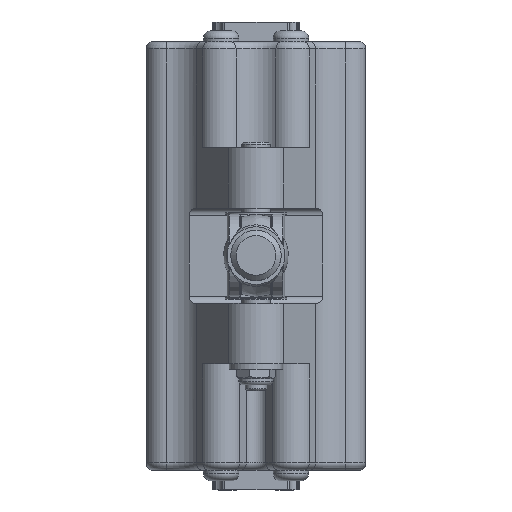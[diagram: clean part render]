
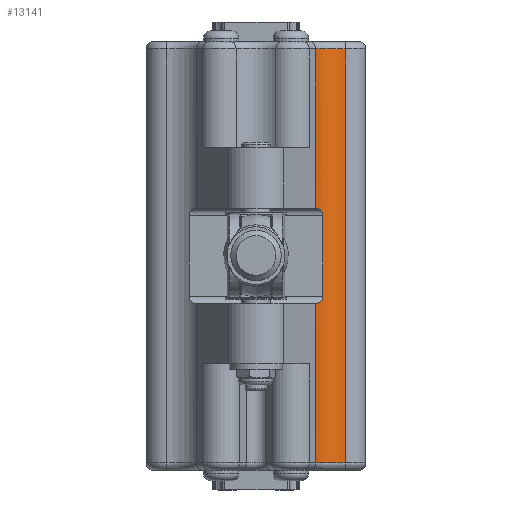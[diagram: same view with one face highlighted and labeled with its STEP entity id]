
A CAD part, top view. The second image highlights one B-rep face of the part: STEP entity #13141.
In plain terms, the highlighted cylindrical face has radius 10 mm (diameter 20 mm), a partial arc.
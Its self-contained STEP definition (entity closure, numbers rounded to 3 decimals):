
#1195=FACE_OUTER_BOUND('',#1978,.T.);
#1978=EDGE_LOOP('',(#10721,#10722,#10723,#10724,#10725,#10726,#10727,#10728,
#10729,#10730));
#2631=CIRCLE('',#14079,10.);
#2633=CIRCLE('',#14085,10.);
#2684=CIRCLE('',#14215,10.);
#2761=CIRCLE('',#14373,10.);
#3214=B_SPLINE_CURVE_WITH_KNOTS('',3,(#22122,#22123,#22124,#22125,#22126,
#22127,#22128,#22129,#22130,#22131,#22132,#22133),.UNSPECIFIED.,.F.,.F.,
(4,2,2,2,2,4),(0.676,0.714,0.752,0.829,
0.929,1.028),.UNSPECIFIED.);
#3216=B_SPLINE_CURVE_WITH_KNOTS('',3,(#22156,#22157,#22158,#22159,#22160,
#22161,#22162,#22163,#22164,#22165,#22166,#22167),.UNSPECIFIED.,.F.,.F.,
(4,2,2,2,2,4),(0.,0.038,0.077,0.154,
0.253,0.352),.UNSPECIFIED.);
#3696=LINE('',#22071,#4553);
#3710=LINE('',#22150,#4567);
#3920=LINE('',#24050,#4777);
#3921=LINE('',#24054,#4778);
#4553=VECTOR('',#16552,10.);
#4567=VECTOR('',#16606,10.);
#4777=VECTOR('',#17394,10.);
#4778=VECTOR('',#17399,10.);
#5647=VERTEX_POINT('',#22068);
#5648=VERTEX_POINT('',#22070);
#5663=VERTEX_POINT('',#22111);
#5664=VERTEX_POINT('',#22112);
#5667=VERTEX_POINT('',#22121);
#5669=VERTEX_POINT('',#22149);
#5671=VERTEX_POINT('',#22155);
#5818=VERTEX_POINT('',#22967);
#5943=VERTEX_POINT('',#24048);
#5944=VERTEX_POINT('',#24052);
#7215=EDGE_CURVE('',#5648,#5647,#3696,.T.);
#7234=EDGE_CURVE('',#5663,#5664,#2631,.T.);
#7239=EDGE_CURVE('',#5667,#5663,#3214,.T.);
#7242=EDGE_CURVE('',#5669,#5667,#3710,.T.);
#7245=EDGE_CURVE('',#5669,#5671,#3216,.T.);
#7248=EDGE_CURVE('',#5671,#5648,#2633,.T.);
#7474=EDGE_CURVE('',#5818,#5647,#2684,.T.);
#7679=EDGE_CURVE('',#5943,#5818,#3920,.T.);
#7680=EDGE_CURVE('',#5943,#5944,#2761,.T.);
#7681=EDGE_CURVE('',#5664,#5944,#3921,.T.);
#10721=ORIENTED_EDGE('',*,*,#7679,.F.);
#10722=ORIENTED_EDGE('',*,*,#7680,.T.);
#10723=ORIENTED_EDGE('',*,*,#7681,.F.);
#10724=ORIENTED_EDGE('',*,*,#7234,.F.);
#10725=ORIENTED_EDGE('',*,*,#7239,.F.);
#10726=ORIENTED_EDGE('',*,*,#7242,.F.);
#10727=ORIENTED_EDGE('',*,*,#7245,.T.);
#10728=ORIENTED_EDGE('',*,*,#7248,.T.);
#10729=ORIENTED_EDGE('',*,*,#7215,.T.);
#10730=ORIENTED_EDGE('',*,*,#7474,.F.);
#12560=CYLINDRICAL_SURFACE('',#14372,10.);
#13141=ADVANCED_FACE('',(#1195),#12560,.F.);
#14079=AXIS2_PLACEMENT_3D('',#22113,#16594,#16595);
#14085=AXIS2_PLACEMENT_3D('',#22183,#16614,#16615);
#14215=AXIS2_PLACEMENT_3D('',#22969,#16992,#16993);
#14372=AXIS2_PLACEMENT_3D('',#24051,#17395,#17396);
#14373=AXIS2_PLACEMENT_3D('',#24053,#17397,#17398);
#16552=DIRECTION('',(0.,-1.,0.));
#16594=DIRECTION('center_axis',(0.,1.,0.));
#16595=DIRECTION('ref_axis',(0.853,0.,0.522));
#16606=DIRECTION('',(0.,1.,0.));
#16614=DIRECTION('center_axis',(0.,1.,0.));
#16615=DIRECTION('ref_axis',(0.853,0.,0.522));
#16992=DIRECTION('center_axis',(0.,1.,0.));
#16993=DIRECTION('ref_axis',(-0.502,0.,-0.865));
#17394=DIRECTION('',(0.,-1.,0.));
#17395=DIRECTION('center_axis',(0.,-1.,0.));
#17396=DIRECTION('ref_axis',(0.853,0.,0.522));
#17397=DIRECTION('center_axis',(0.,1.,0.));
#17398=DIRECTION('ref_axis',(-0.502,0.,-0.865));
#17399=DIRECTION('',(0.,1.,0.));
#22068=CARTESIAN_POINT('',(16.573,-57.5,13.18));
#22070=CARTESIAN_POINT('',(16.573,-13.25,13.18));
#22071=CARTESIAN_POINT('',(16.573,-30.,13.18));
#22111=CARTESIAN_POINT('',(16.806,13.25,12.817));
#22112=CARTESIAN_POINT('',(16.573,13.25,13.18));
#22113=CARTESIAN_POINT('Origin',(25.1,13.25,18.404));
#22121=CARTESIAN_POINT('',(18.585,11.25,10.817));
#22122=CARTESIAN_POINT('Ctrl Pts',(18.585,11.25,10.817));
#22123=CARTESIAN_POINT('Ctrl Pts',(18.585,11.378,10.817));
#22124=CARTESIAN_POINT('Ctrl Pts',(18.571,11.507,10.83));
#22125=CARTESIAN_POINT('Ctrl Pts',(18.515,11.758,10.879));
#22126=CARTESIAN_POINT('Ctrl Pts',(18.473,11.88,10.915));
#22127=CARTESIAN_POINT('Ctrl Pts',(18.319,12.224,11.053));
#22128=CARTESIAN_POINT('Ctrl Pts',(18.177,12.426,11.186));
#22129=CARTESIAN_POINT('Ctrl Pts',(17.85,12.79,11.512));
#22130=CARTESIAN_POINT('Ctrl Pts',(17.634,12.961,11.743));
#22131=CARTESIAN_POINT('Ctrl Pts',(17.204,13.191,12.259));
#22132=CARTESIAN_POINT('Ctrl Pts',(16.991,13.25,12.543));
#22133=CARTESIAN_POINT('Ctrl Pts',(16.806,13.25,12.817));
#22149=CARTESIAN_POINT('',(18.585,-11.25,10.817));
#22150=CARTESIAN_POINT('',(18.585,-30.,10.817));
#22155=CARTESIAN_POINT('',(16.806,-13.25,12.817));
#22156=CARTESIAN_POINT('Ctrl Pts',(18.585,-11.25,10.817));
#22157=CARTESIAN_POINT('Ctrl Pts',(18.585,-11.378,10.817));
#22158=CARTESIAN_POINT('Ctrl Pts',(18.571,-11.507,10.83));
#22159=CARTESIAN_POINT('Ctrl Pts',(18.515,-11.758,10.879));
#22160=CARTESIAN_POINT('Ctrl Pts',(18.473,-11.88,10.915));
#22161=CARTESIAN_POINT('Ctrl Pts',(18.319,-12.224,11.053));
#22162=CARTESIAN_POINT('Ctrl Pts',(18.177,-12.426,11.186));
#22163=CARTESIAN_POINT('Ctrl Pts',(17.85,-12.79,11.512));
#22164=CARTESIAN_POINT('Ctrl Pts',(17.634,-12.961,11.743));
#22165=CARTESIAN_POINT('Ctrl Pts',(17.204,-13.191,12.259));
#22166=CARTESIAN_POINT('Ctrl Pts',(16.991,-13.25,12.543));
#22167=CARTESIAN_POINT('Ctrl Pts',(16.806,-13.25,12.817));
#22183=CARTESIAN_POINT('Origin',(25.1,-13.25,18.404));
#22967=CARTESIAN_POINT('',(24.793,-57.5,8.409));
#22969=CARTESIAN_POINT('Origin',(25.1,-57.5,18.404));
#24048=CARTESIAN_POINT('',(24.793,57.5,8.409));
#24050=CARTESIAN_POINT('',(24.793,-30.,8.409));
#24051=CARTESIAN_POINT('Origin',(25.1,-30.,18.404));
#24052=CARTESIAN_POINT('',(16.573,57.5,13.18));
#24053=CARTESIAN_POINT('Origin',(25.1,57.5,18.404));
#24054=CARTESIAN_POINT('',(16.573,30.,13.18));
